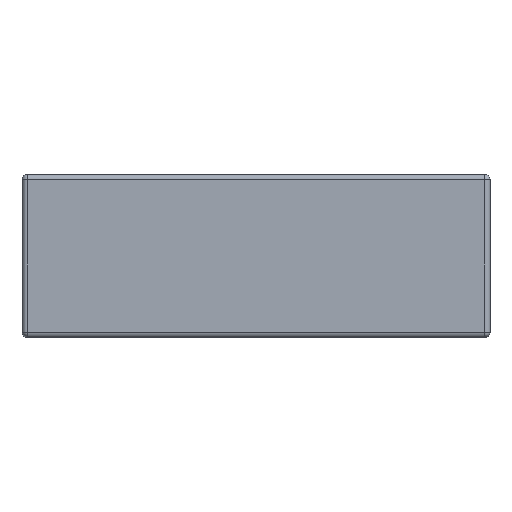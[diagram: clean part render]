
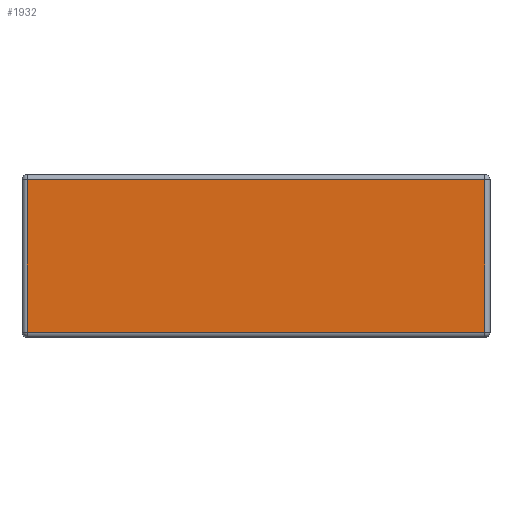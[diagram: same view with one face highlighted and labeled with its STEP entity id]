
A CAD part, top view. The second image highlights one B-rep face of the part: STEP entity #1932.
In plain terms, the highlighted planar face has unit normal (0, 0, 1).
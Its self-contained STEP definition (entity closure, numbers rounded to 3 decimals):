
#1199 = CYLINDRICAL_SURFACE('',#1200,0.25);
#1200 = AXIS2_PLACEMENT_3D('',#1201,#1202,#1203);
#1201 = CARTESIAN_POINT('',(-11.5,3.75,0.75));
#1202 = DIRECTION('',(1.,0.,0.));
#1203 = DIRECTION('',(0.,1.,0.));
#1555 = VERTEX_POINT('',#1556);
#1556 = CARTESIAN_POINT('',(-11.25,3.75,1.));
#1578 = EDGE_CURVE('',#1555,#1579,#1581,.T.);
#1579 = VERTEX_POINT('',#1580);
#1580 = CARTESIAN_POINT('',(11.25,3.75,1.));
#1581 = SURFACE_CURVE('',#1582,(#1586,#1593),.PCURVE_S1.);
#1582 = LINE('',#1583,#1584);
#1583 = CARTESIAN_POINT('',(-11.5,3.75,1.));
#1584 = VECTOR('',#1585,1.);
#1585 = DIRECTION('',(1.,0.,0.));
#1586 = PCURVE('',#1199,#1587);
#1587 = DEFINITIONAL_REPRESENTATION('',(#1588),#1592);
#1588 = LINE('',#1589,#1590);
#1589 = CARTESIAN_POINT('',(1.571,0.));
#1590 = VECTOR('',#1591,1.);
#1591 = DIRECTION('',(0.,1.));
#1592 = ( GEOMETRIC_REPRESENTATION_CONTEXT(2) 
PARAMETRIC_REPRESENTATION_CONTEXT() REPRESENTATION_CONTEXT('2D SPACE',''
  ) );
#1593 = PCURVE('',#1594,#1599);
#1594 = PLANE('',#1595);
#1595 = AXIS2_PLACEMENT_3D('',#1596,#1597,#1598);
#1596 = CARTESIAN_POINT('',(0.,0.,1.));
#1597 = DIRECTION('',(0.,0.,1.));
#1598 = DIRECTION('',(1.,0.,0.));
#1599 = DEFINITIONAL_REPRESENTATION('',(#1600),#1604);
#1600 = LINE('',#1601,#1602);
#1601 = CARTESIAN_POINT('',(-11.5,3.75));
#1602 = VECTOR('',#1603,1.);
#1603 = DIRECTION('',(1.,0.));
#1604 = ( GEOMETRIC_REPRESENTATION_CONTEXT(2) 
PARAMETRIC_REPRESENTATION_CONTEXT() REPRESENTATION_CONTEXT('2D SPACE',''
  ) );
#1670 = CYLINDRICAL_SURFACE('',#1671,0.25);
#1671 = AXIS2_PLACEMENT_3D('',#1672,#1673,#1674);
#1672 = CARTESIAN_POINT('',(-11.25,-4.,0.75));
#1673 = DIRECTION('',(0.,1.,0.));
#1674 = DIRECTION('',(-1.,0.,0.));
#1704 = CYLINDRICAL_SURFACE('',#1705,0.25);
#1705 = AXIS2_PLACEMENT_3D('',#1706,#1707,#1708);
#1706 = CARTESIAN_POINT('',(11.25,4.,0.75));
#1707 = DIRECTION('',(0.,-1.,0.));
#1708 = DIRECTION('',(1.,0.,0.));
#1866 = CYLINDRICAL_SURFACE('',#1867,0.25);
#1867 = AXIS2_PLACEMENT_3D('',#1868,#1869,#1870);
#1868 = CARTESIAN_POINT('',(11.5,-3.75,0.75));
#1869 = DIRECTION('',(-1.,0.,0.));
#1870 = DIRECTION('',(0.,-1.,0.));
#1932 = ADVANCED_FACE('',(#1933),#1594,.T.);
#1933 = FACE_BOUND('',#1934,.T.);
#1934 = EDGE_LOOP('',(#1935,#1958,#1981,#2002));
#1935 = ORIENTED_EDGE('',*,*,#1936,.F.);
#1936 = EDGE_CURVE('',#1937,#1555,#1939,.T.);
#1937 = VERTEX_POINT('',#1938);
#1938 = CARTESIAN_POINT('',(-11.25,-3.75,1.));
#1939 = SURFACE_CURVE('',#1940,(#1944,#1951),.PCURVE_S1.);
#1940 = LINE('',#1941,#1942);
#1941 = CARTESIAN_POINT('',(-11.25,-4.,1.));
#1942 = VECTOR('',#1943,1.);
#1943 = DIRECTION('',(0.,1.,0.));
#1944 = PCURVE('',#1594,#1945);
#1945 = DEFINITIONAL_REPRESENTATION('',(#1946),#1950);
#1946 = LINE('',#1947,#1948);
#1947 = CARTESIAN_POINT('',(-11.25,-4.));
#1948 = VECTOR('',#1949,1.);
#1949 = DIRECTION('',(0.,1.));
#1950 = ( GEOMETRIC_REPRESENTATION_CONTEXT(2) 
PARAMETRIC_REPRESENTATION_CONTEXT() REPRESENTATION_CONTEXT('2D SPACE',''
  ) );
#1951 = PCURVE('',#1670,#1952);
#1952 = DEFINITIONAL_REPRESENTATION('',(#1953),#1957);
#1953 = LINE('',#1954,#1955);
#1954 = CARTESIAN_POINT('',(1.571,0.));
#1955 = VECTOR('',#1956,1.);
#1956 = DIRECTION('',(0.,1.));
#1957 = ( GEOMETRIC_REPRESENTATION_CONTEXT(2) 
PARAMETRIC_REPRESENTATION_CONTEXT() REPRESENTATION_CONTEXT('2D SPACE',''
  ) );
#1958 = ORIENTED_EDGE('',*,*,#1959,.F.);
#1959 = EDGE_CURVE('',#1960,#1937,#1962,.T.);
#1960 = VERTEX_POINT('',#1961);
#1961 = CARTESIAN_POINT('',(11.25,-3.75,1.));
#1962 = SURFACE_CURVE('',#1963,(#1967,#1974),.PCURVE_S1.);
#1963 = LINE('',#1964,#1965);
#1964 = CARTESIAN_POINT('',(11.5,-3.75,1.));
#1965 = VECTOR('',#1966,1.);
#1966 = DIRECTION('',(-1.,0.,0.));
#1967 = PCURVE('',#1594,#1968);
#1968 = DEFINITIONAL_REPRESENTATION('',(#1969),#1973);
#1969 = LINE('',#1970,#1971);
#1970 = CARTESIAN_POINT('',(11.5,-3.75));
#1971 = VECTOR('',#1972,1.);
#1972 = DIRECTION('',(-1.,0.));
#1973 = ( GEOMETRIC_REPRESENTATION_CONTEXT(2) 
PARAMETRIC_REPRESENTATION_CONTEXT() REPRESENTATION_CONTEXT('2D SPACE',''
  ) );
#1974 = PCURVE('',#1866,#1975);
#1975 = DEFINITIONAL_REPRESENTATION('',(#1976),#1980);
#1976 = LINE('',#1977,#1978);
#1977 = CARTESIAN_POINT('',(1.571,0.));
#1978 = VECTOR('',#1979,1.);
#1979 = DIRECTION('',(0.,1.));
#1980 = ( GEOMETRIC_REPRESENTATION_CONTEXT(2) 
PARAMETRIC_REPRESENTATION_CONTEXT() REPRESENTATION_CONTEXT('2D SPACE',''
  ) );
#1981 = ORIENTED_EDGE('',*,*,#1982,.F.);
#1982 = EDGE_CURVE('',#1579,#1960,#1983,.T.);
#1983 = SURFACE_CURVE('',#1984,(#1988,#1995),.PCURVE_S1.);
#1984 = LINE('',#1985,#1986);
#1985 = CARTESIAN_POINT('',(11.25,4.,1.));
#1986 = VECTOR('',#1987,1.);
#1987 = DIRECTION('',(0.,-1.,0.));
#1988 = PCURVE('',#1594,#1989);
#1989 = DEFINITIONAL_REPRESENTATION('',(#1990),#1994);
#1990 = LINE('',#1991,#1992);
#1991 = CARTESIAN_POINT('',(11.25,4.));
#1992 = VECTOR('',#1993,1.);
#1993 = DIRECTION('',(0.,-1.));
#1994 = ( GEOMETRIC_REPRESENTATION_CONTEXT(2) 
PARAMETRIC_REPRESENTATION_CONTEXT() REPRESENTATION_CONTEXT('2D SPACE',''
  ) );
#1995 = PCURVE('',#1704,#1996);
#1996 = DEFINITIONAL_REPRESENTATION('',(#1997),#2001);
#1997 = LINE('',#1998,#1999);
#1998 = CARTESIAN_POINT('',(1.571,0.));
#1999 = VECTOR('',#2000,1.);
#2000 = DIRECTION('',(0.,1.));
#2001 = ( GEOMETRIC_REPRESENTATION_CONTEXT(2) 
PARAMETRIC_REPRESENTATION_CONTEXT() REPRESENTATION_CONTEXT('2D SPACE',''
  ) );
#2002 = ORIENTED_EDGE('',*,*,#1578,.F.);
